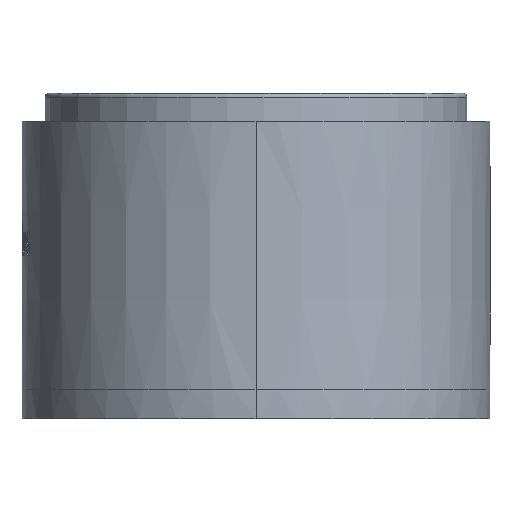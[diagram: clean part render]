
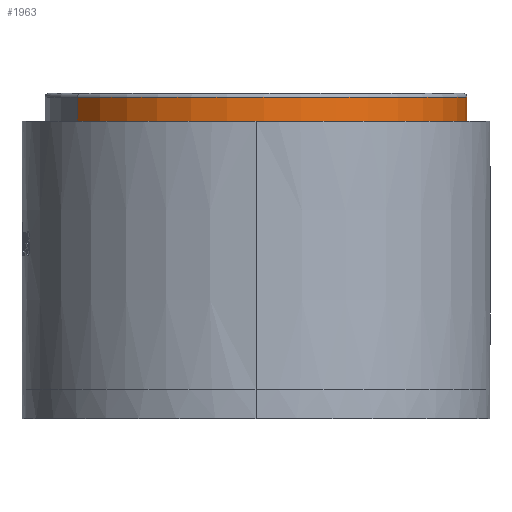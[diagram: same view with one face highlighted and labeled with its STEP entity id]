
A CAD part, left-side view. The second image highlights one B-rep face of the part: STEP entity #1963.
In plain terms, the highlighted cylindrical face has radius 535 mm (diameter 1070 mm), a partial arc.
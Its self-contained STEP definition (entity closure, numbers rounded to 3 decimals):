
#379 = DIRECTION ( 'NONE',  ( 0., 0., -1. ) ) ;
#489 = VERTEX_POINT ( 'NONE', #11593 ) ;
#1423 = LINE ( 'NONE', #3469, #2240 ) ;
#1923 = LINE ( 'NONE', #14394, #7033 ) ;
#1963 = ADVANCED_FACE ( 'NONE', ( #7253 ), #3723, .T. ) ;
#2240 = VECTOR ( 'NONE', #16960, 1000. ) ;
#3469 = CARTESIAN_POINT ( 'NONE',  ( -284.901, 452.831, 680. ) ) ;
#3697 = CARTESIAN_POINT ( 'NONE',  ( -284.901, 452.831, 740. ) ) ;
#3723 = CYLINDRICAL_SURFACE ( 'NONE', #9923, 535. ) ;
#5137 = EDGE_CURVE ( 'NONE', #15746, #7189, #1923, .T. ) ;
#5549 = CARTESIAN_POINT ( 'NONE',  ( 0., 0., 680. ) ) ;
#5974 = AXIS2_PLACEMENT_3D ( 'NONE', #12297, #379, #14209 ) ;
#6752 = CARTESIAN_POINT ( 'NONE',  ( 284.901, -452.831, 740. ) ) ;
#7033 = VECTOR ( 'NONE', #10453, 1000. ) ;
#7189 = VERTEX_POINT ( 'NONE', #11293 ) ;
#7253 = FACE_OUTER_BOUND ( 'NONE', #13606, .T. ) ;
#8171 = DIRECTION ( 'NONE',  ( 0., 0., -1. ) ) ;
#9923 = AXIS2_PLACEMENT_3D ( 'NONE', #5549, #14151, #14266 ) ;
#10358 = ORIENTED_EDGE ( 'NONE', *, *, #21222, .T. ) ;
#10453 = DIRECTION ( 'NONE',  ( 0., 0., -1. ) ) ;
#11293 = CARTESIAN_POINT ( 'NONE',  ( 284.901, -452.831, 680. ) ) ;
#11593 = CARTESIAN_POINT ( 'NONE',  ( -284.901, 452.831, 680. ) ) ;
#11878 = VERTEX_POINT ( 'NONE', #3697 ) ;
#11906 = DIRECTION ( 'NONE',  ( -0.533, 0.846, 0. ) ) ;
#11936 = EDGE_CURVE ( 'NONE', #7189, #489, #22264, .T. ) ;
#12044 = CIRCLE ( 'NONE', #14930, 535. ) ;
#12297 = CARTESIAN_POINT ( 'NONE',  ( 0., 0., 680. ) ) ;
#13606 = EDGE_LOOP ( 'NONE', ( #16381, #10358, #18743, #22017 ) ) ;
#14151 = DIRECTION ( 'NONE',  ( 0., 0., -1. ) ) ;
#14209 = DIRECTION ( 'NONE',  ( -0.533, 0.846, 0. ) ) ;
#14266 = DIRECTION ( 'NONE',  ( -0.533, 0.846, 0. ) ) ;
#14394 = CARTESIAN_POINT ( 'NONE',  ( 284.901, -452.831, 680. ) ) ;
#14930 = AXIS2_PLACEMENT_3D ( 'NONE', #17112, #8171, #11906 ) ;
#15746 = VERTEX_POINT ( 'NONE', #6752 ) ;
#16381 = ORIENTED_EDGE ( 'NONE', *, *, #5137, .F. ) ;
#16960 = DIRECTION ( 'NONE',  ( 0., 0., -1. ) ) ;
#17112 = CARTESIAN_POINT ( 'NONE',  ( 0., 0., 740. ) ) ;
#18743 = ORIENTED_EDGE ( 'NONE', *, *, #19684, .T. ) ;
#19684 = EDGE_CURVE ( 'NONE', #11878, #489, #1423, .T. ) ;
#21222 = EDGE_CURVE ( 'NONE', #15746, #11878, #12044, .T. ) ;
#22017 = ORIENTED_EDGE ( 'NONE', *, *, #11936, .F. ) ;
#22264 = CIRCLE ( 'NONE', #5974, 535. ) ;
